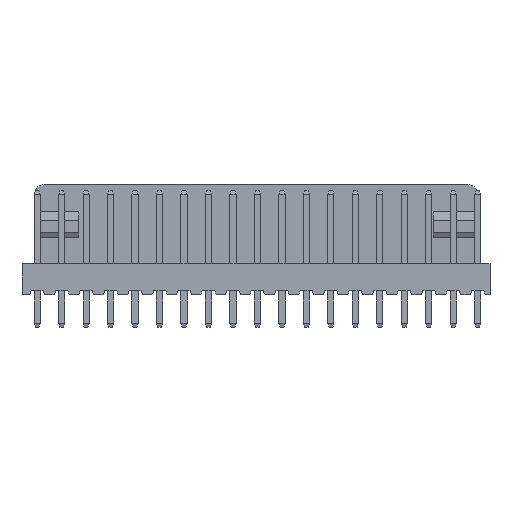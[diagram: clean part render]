
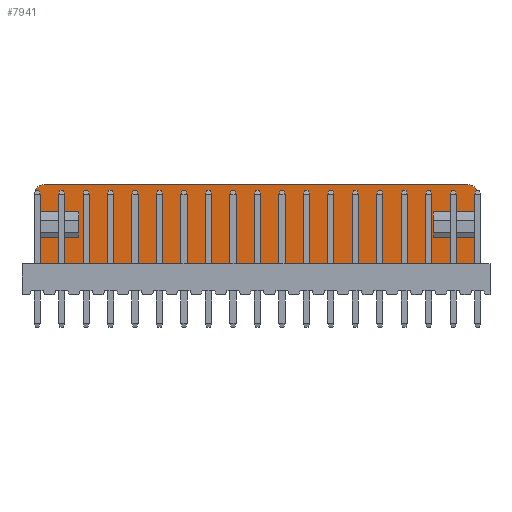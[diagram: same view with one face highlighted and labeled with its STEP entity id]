
A CAD part, top view. The second image highlights one B-rep face of the part: STEP entity #7941.
In plain terms, the highlighted planar face has unit normal (0, 0, 1).
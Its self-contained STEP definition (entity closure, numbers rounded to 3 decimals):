
#1747 = PLANE ( 'NONE',  #10803 ) ;
#1748 = CARTESIAN_POINT ( 'NONE',  ( -11.917, 53.751, -4.64 ) ) ;
#1752 = DIRECTION ( 'NONE',  ( 0., 0., 1. ) ) ;
#1753 = DIRECTION ( 'NONE',  ( 1., 0., 0. ) ) ;
#2809 = VERTEX_POINT ( 'NONE', #6012 ) ;
#2812 = VERTEX_POINT ( 'NONE', #6015 ) ;
#2813 = VERTEX_POINT ( 'NONE', #6016 ) ;
#2814 = VERTEX_POINT ( 'NONE', #6017 ) ;
#2817 = VERTEX_POINT ( 'NONE', #6020 ) ;
#2818 = VERTEX_POINT ( 'NONE', #6021 ) ;
#2819 = VERTEX_POINT ( 'NONE', #6022 ) ;
#2822 = VERTEX_POINT ( 'NONE', #6025 ) ;
#2823 = VERTEX_POINT ( 'NONE', #6026 ) ;
#2829 = VERTEX_POINT ( 'NONE', #6032 ) ;
#2831 = VERTEX_POINT ( 'NONE', #6034 ) ;
#2832 = VERTEX_POINT ( 'NONE', #6035 ) ;
#2841 = VERTEX_POINT ( 'NONE', #6043 ) ;
#2845 = VERTEX_POINT ( 'NONE', #6047 ) ;
#2925 = EDGE_LOOP ( 'NONE', ( #4241, #4117, #4459, #4231, #4195, #4235, #4185, #4172, #4294, #4289, #4274, #4255, #4425, #4484 ) ) ;
#4117 = ORIENTED_EDGE ( 'NONE', *, *, #10946, .T. ) ;
#4172 = ORIENTED_EDGE ( 'NONE', *, *, #10976, .T. ) ;
#4185 = ORIENTED_EDGE ( 'NONE', *, *, #10949, .F. ) ;
#4195 = ORIENTED_EDGE ( 'NONE', *, *, #10948, .F. ) ;
#4231 = ORIENTED_EDGE ( 'NONE', *, *, #10962, .T. ) ;
#4235 = ORIENTED_EDGE ( 'NONE', *, *, #10957, .F. ) ;
#4241 = ORIENTED_EDGE ( 'NONE', *, *, #10988, .F. ) ;
#4255 = ORIENTED_EDGE ( 'NONE', *, *, #10989, .T. ) ;
#4274 = ORIENTED_EDGE ( 'NONE', *, *, #10974, .T. ) ;
#4289 = ORIENTED_EDGE ( 'NONE', *, *, #10972, .F. ) ;
#4294 = ORIENTED_EDGE ( 'NONE', *, *, #10975, .F. ) ;
#4425 = ORIENTED_EDGE ( 'NONE', *, *, #10973, .F. ) ;
#4459 = ORIENTED_EDGE ( 'NONE', *, *, #10947, .F. ) ;
#4484 = ORIENTED_EDGE ( 'NONE', *, *, #10945, .T. ) ;
#5123 = FACE_OUTER_BOUND ( 'NONE', #2925, .T. ) ;
#6012 = CARTESIAN_POINT ( 'NONE',  ( 35.343, 48.254, -4.64 ) ) ;
#6015 = CARTESIAN_POINT ( 'NONE',  ( -9.617, 53.751, -4.64 ) ) ;
#6016 = CARTESIAN_POINT ( 'NONE',  ( 35.343, 50.926, -4.64 ) ) ;
#6017 = CARTESIAN_POINT ( 'NONE',  ( 34.343, 53.751, -4.64 ) ) ;
#6020 = CARTESIAN_POINT ( 'NONE',  ( -10.617, 52.751, -4.64 ) ) ;
#6021 = CARTESIAN_POINT ( 'NONE',  ( 35.343, 52.751, -4.64 ) ) ;
#6022 = CARTESIAN_POINT ( 'NONE',  ( 35.343, 45.547, -4.64 ) ) ;
#6025 = CARTESIAN_POINT ( 'NONE',  ( -6.017, 50.926, -4.64 ) ) ;
#6026 = CARTESIAN_POINT ( 'NONE',  ( -10.617, 50.926, -4.64 ) ) ;
#6032 = CARTESIAN_POINT ( 'NONE',  ( -10.617, 45.547, -4.64 ) ) ;
#6034 = CARTESIAN_POINT ( 'NONE',  ( 30.743, 48.254, -4.64 ) ) ;
#6035 = CARTESIAN_POINT ( 'NONE',  ( 30.743, 50.926, -4.64 ) ) ;
#6043 = CARTESIAN_POINT ( 'NONE',  ( -6.017, 48.254, -4.64 ) ) ;
#6047 = CARTESIAN_POINT ( 'NONE',  ( -10.617, 48.254, -4.64 ) ) ;
#7941 = ADVANCED_FACE ( 'NONE', ( #5123 ), #1747, .T. ) ;
#9546 = AXIS2_PLACEMENT_3D ( 'NONE', #11876, #11877, #11878 ) ;
#9547 = AXIS2_PLACEMENT_3D ( 'NONE', #11881, #11882, #11883 ) ;
#10312 = CIRCLE ( 'NONE', #9547, 1. ) ;
#10316 = CIRCLE ( 'NONE', #9546, 1. ) ;
#10318 = LINE ( 'NONE', #11880, #10325 ) ;
#10319 = LINE ( 'NONE', #11875, #10321 ) ;
#10320 = LINE ( 'NONE', #11884, #10323 ) ;
#10321 = VECTOR ( 'NONE', #11874, 1000. ) ;
#10323 = VECTOR ( 'NONE', #11886, 1000. ) ;
#10325 = VECTOR ( 'NONE', #11887, 1000. ) ;
#10338 = LINE ( 'NONE', #11902, #10341 ) ;
#10341 = VECTOR ( 'NONE', #11904, 1000. ) ;
#10348 = LINE ( 'NONE', #11912, #10351 ) ;
#10351 = VECTOR ( 'NONE', #11913, 1000. ) ;
#10354 = LINE ( 'NONE', #11907, #10371 ) ;
#10368 = LINE ( 'NONE', #11917, #10373 ) ;
#10371 = VECTOR ( 'NONE', #11933, 1000. ) ;
#10372 = LINE ( 'NONE', #11936, #10375 ) ;
#10373 = VECTOR ( 'NONE', #11935, 1000. ) ;
#10374 = LINE ( 'NONE', #11938, #10377 ) ;
#10375 = VECTOR ( 'NONE', #11937, 1000. ) ;
#10376 = LINE ( 'NONE', #11940, #10379 ) ;
#10377 = VECTOR ( 'NONE', #11939, 1000. ) ;
#10379 = VECTOR ( 'NONE', #11941, 1000. ) ;
#10400 = LINE ( 'NONE', #11964, #10403 ) ;
#10402 = LINE ( 'NONE', #11966, #10405 ) ;
#10403 = VECTOR ( 'NONE', #11965, 1000. ) ;
#10405 = VECTOR ( 'NONE', #11967, 1000. ) ;
#10803 = AXIS2_PLACEMENT_3D ( 'NONE', #1748, #1752, #1753 ) ;
#10945 = EDGE_CURVE ( 'NONE', #2818, #2814, #10316, .T. ) ;
#10946 = EDGE_CURVE ( 'NONE', #2812, #2817, #10312, .T. ) ;
#10947 = EDGE_CURVE ( 'NONE', #2823, #2817, #10319, .T. ) ;
#10948 = EDGE_CURVE ( 'NONE', #2841, #2822, #10320, .T. ) ;
#10949 = EDGE_CURVE ( 'NONE', #2829, #2845, #10318, .T. ) ;
#10957 = EDGE_CURVE ( 'NONE', #2845, #2841, #10338, .T. ) ;
#10962 = EDGE_CURVE ( 'NONE', #2823, #2822, #10348, .T. ) ;
#10972 = EDGE_CURVE ( 'NONE', #2831, #2809, #10354, .T. ) ;
#10973 = EDGE_CURVE ( 'NONE', #2818, #2813, #10368, .T. ) ;
#10974 = EDGE_CURVE ( 'NONE', #2831, #2832, #10372, .T. ) ;
#10975 = EDGE_CURVE ( 'NONE', #2809, #2819, #10374, .T. ) ;
#10976 = EDGE_CURVE ( 'NONE', #2829, #2819, #10376, .T. ) ;
#10988 = EDGE_CURVE ( 'NONE', #2812, #2814, #10400, .T. ) ;
#10989 = EDGE_CURVE ( 'NONE', #2832, #2813, #10402, .T. ) ;
#11874 = DIRECTION ( 'NONE',  ( 0., 1., 0. ) ) ;
#11875 = CARTESIAN_POINT ( 'NONE',  ( -10.617, 53.751, -4.64 ) ) ;
#11876 = CARTESIAN_POINT ( 'NONE',  ( 34.343, 52.751, -4.64 ) ) ;
#11877 = DIRECTION ( 'NONE',  ( 0., 0., 1. ) ) ;
#11878 = DIRECTION ( 'NONE',  ( 1., 0., 0. ) ) ;
#11880 = CARTESIAN_POINT ( 'NONE',  ( -10.617, 48.254, -4.64 ) ) ;
#11881 = CARTESIAN_POINT ( 'NONE',  ( -9.617, 52.751, -4.64 ) ) ;
#11882 = DIRECTION ( 'NONE',  ( 0., 0., 1. ) ) ;
#11883 = DIRECTION ( 'NONE',  ( 1., 0., 0. ) ) ;
#11884 = CARTESIAN_POINT ( 'NONE',  ( -6.017, 8.782, -4.64 ) ) ;
#11886 = DIRECTION ( 'NONE',  ( 0., 1., 0. ) ) ;
#11887 = DIRECTION ( 'NONE',  ( 0., 1., 0. ) ) ;
#11902 = CARTESIAN_POINT ( 'NONE',  ( -11.917, 48.254, -4.64 ) ) ;
#11904 = DIRECTION ( 'NONE',  ( 1., 0., 0. ) ) ;
#11907 = CARTESIAN_POINT ( 'NONE',  ( -11.917, 48.254, -4.64 ) ) ;
#11912 = CARTESIAN_POINT ( 'NONE',  ( -11.917, 50.926, -4.64 ) ) ;
#11913 = DIRECTION ( 'NONE',  ( 1., 0., 0. ) ) ;
#11917 = CARTESIAN_POINT ( 'NONE',  ( 35.343, 53.751, -4.64 ) ) ;
#11933 = DIRECTION ( 'NONE',  ( 1., 0., 0. ) ) ;
#11935 = DIRECTION ( 'NONE',  ( 0., -1., 0. ) ) ;
#11936 = CARTESIAN_POINT ( 'NONE',  ( 30.743, 8.782, -4.64 ) ) ;
#11937 = DIRECTION ( 'NONE',  ( 0., 1., 0. ) ) ;
#11938 = CARTESIAN_POINT ( 'NONE',  ( 35.343, 48.254, -4.64 ) ) ;
#11939 = DIRECTION ( 'NONE',  ( 0., -1., 0. ) ) ;
#11940 = CARTESIAN_POINT ( 'NONE',  ( -11.917, 45.547, -4.64 ) ) ;
#11941 = DIRECTION ( 'NONE',  ( 1., 0., 0. ) ) ;
#11964 = CARTESIAN_POINT ( 'NONE',  ( -11.917, 53.751, -4.64 ) ) ;
#11965 = DIRECTION ( 'NONE',  ( 1., 0., 0. ) ) ;
#11966 = CARTESIAN_POINT ( 'NONE',  ( -11.917, 50.926, -4.64 ) ) ;
#11967 = DIRECTION ( 'NONE',  ( 1., 0., 0. ) ) ;
